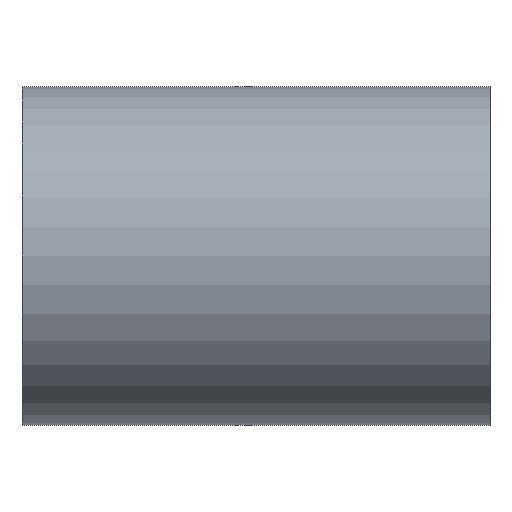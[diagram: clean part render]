
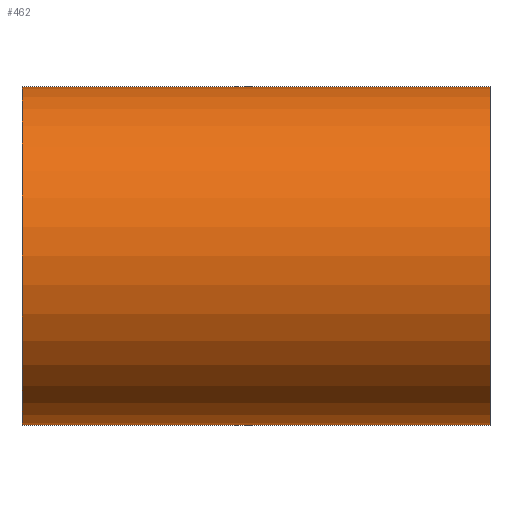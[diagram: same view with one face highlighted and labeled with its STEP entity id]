
A CAD part, front view. The second image highlights one B-rep face of the part: STEP entity #462.
In plain terms, the highlighted cylindrical face has radius 24.606 mm (diameter 49.212 mm), a partial arc.
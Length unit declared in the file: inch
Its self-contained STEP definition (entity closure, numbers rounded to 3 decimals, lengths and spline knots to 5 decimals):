
#37 = CARTESIAN_POINT ( 'NONE',  ( 1.3385, 0., 0.96875 ) ) ;
#46 = CARTESIAN_POINT ( 'NONE',  ( 1.3385, 0., 0. ) ) ;
#48 = EDGE_CURVE ( 'NONE', #373, #313, #678, .T. ) ;
#63 = CARTESIAN_POINT ( 'NONE',  ( 1.3385, 0., -0.96875 ) ) ;
#91 = EDGE_CURVE ( 'NONE', #373, #547, #141, .T. ) ;
#113 = DIRECTION ( 'NONE',  ( 0., 0., 1. ) ) ;
#120 = AXIS2_PLACEMENT_3D ( 'NONE', #46, #425, #113 ) ;
#130 = VECTOR ( 'NONE', #255, 39.37008 ) ;
#134 = ORIENTED_EDGE ( 'NONE', *, *, #195, .F. ) ;
#141 = CIRCLE ( 'NONE', #120, 0.96875 ) ;
#183 = VECTOR ( 'NONE', #436, 39.37008 ) ;
#195 = EDGE_CURVE ( 'NONE', #313, #653, #478, .T. ) ;
#223 = CYLINDRICAL_SURFACE ( 'NONE', #554, 0.96875 ) ;
#227 = AXIS2_PLACEMENT_3D ( 'NONE', #584, #275, #639 ) ;
#234 = EDGE_CURVE ( 'NONE', #547, #653, #323, .T. ) ;
#255 = DIRECTION ( 'NONE',  ( -1., 0., 0. ) ) ;
#265 = DIRECTION ( 'NONE',  ( 0., 0., 1. ) ) ;
#275 = DIRECTION ( 'NONE',  ( -1., 0., 0. ) ) ;
#296 = CARTESIAN_POINT ( 'NONE',  ( -1.3385, 0., 0.96875 ) ) ;
#313 = VERTEX_POINT ( 'NONE', #439 ) ;
#323 = LINE ( 'NONE', #587, #183 ) ;
#368 = EDGE_LOOP ( 'NONE', ( #680, #602, #550, #134 ) ) ;
#373 = VERTEX_POINT ( 'NONE', #63 ) ;
#382 = FACE_OUTER_BOUND ( 'NONE', #368, .T. ) ;
#425 = DIRECTION ( 'NONE',  ( -1., 0., 0. ) ) ;
#436 = DIRECTION ( 'NONE',  ( -1., 0., 0. ) ) ;
#439 = CARTESIAN_POINT ( 'NONE',  ( -1.3385, 0., -0.96875 ) ) ;
#462 = ADVANCED_FACE ( 'NONE', ( #382 ), #223, .T. ) ;
#478 = CIRCLE ( 'NONE', #227, 0.96875 ) ;
#512 = CARTESIAN_POINT ( 'NONE',  ( 0., 0., -0.96875 ) ) ;
#520 = DIRECTION ( 'NONE',  ( -1., 0., 0. ) ) ;
#547 = VERTEX_POINT ( 'NONE', #37 ) ;
#550 = ORIENTED_EDGE ( 'NONE', *, *, #234, .T. ) ;
#554 = AXIS2_PLACEMENT_3D ( 'NONE', #566, #520, #265 ) ;
#566 = CARTESIAN_POINT ( 'NONE',  ( 0., 0., 0. ) ) ;
#584 = CARTESIAN_POINT ( 'NONE',  ( -1.3385, 0., 0. ) ) ;
#587 = CARTESIAN_POINT ( 'NONE',  ( 0., 0., 0.96875 ) ) ;
#602 = ORIENTED_EDGE ( 'NONE', *, *, #91, .T. ) ;
#639 = DIRECTION ( 'NONE',  ( 0., 0., 1. ) ) ;
#653 = VERTEX_POINT ( 'NONE', #296 ) ;
#678 = LINE ( 'NONE', #512, #130 ) ;
#680 = ORIENTED_EDGE ( 'NONE', *, *, #48, .F. ) ;
